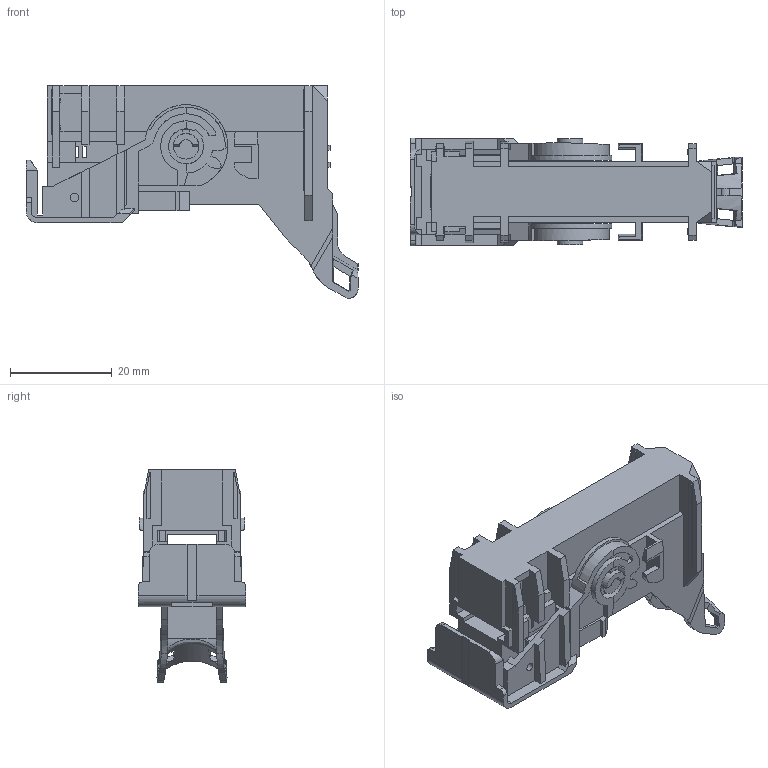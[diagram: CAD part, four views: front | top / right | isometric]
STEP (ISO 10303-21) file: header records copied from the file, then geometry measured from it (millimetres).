
FILE_DESCRIPTION(/* description */ (''),/* implementation_level */ '2;1');
FILE_NAME(/* name */ '13600493-ENV11_03-CONN.stp',/* time_stamp */ '2024-01-26T18:03:21+08:00',/* author */ (''),/* organization */ (''),/* preprocessor_version */ 'ST-DEVELOPER v16',/* originating_system */ 'SIEMENS PLM Software NX 11.0',/* authorisation */ '');
FILE_SCHEMA (('AUTOMOTIVE_DESIGN { 1 0 10303 214 3 1 1 1 }'));
Length unit declared in the file: millimetre
Products named in the file (1): 13600493-ENV11_03-CONN
Bounding box: 65.27 x 21.2 x 41.76 mm (x, y, z)
Volume: 17158.3 mm3; surface area: 12128.9 mm2
Topology: 1 solids, 1 shells, 480 faces, 1428 edges, 949 vertices
Faces by surface type: plane 413, cylinder 58, extrusion 6, bspline 3
Full cylindrical faces by diameter (mm): 1.7 x2, 5 x4
Entity records: 16279 total; most frequent: CARTESIAN_POINT 3289, ORIENTED_EDGE 2830, DIRECTION 2509, EDGE_CURVE 1415, VECTOR 1211, LINE 1205, VERTEX_POINT 944, AXIS2_PLACEMENT_3D 649
